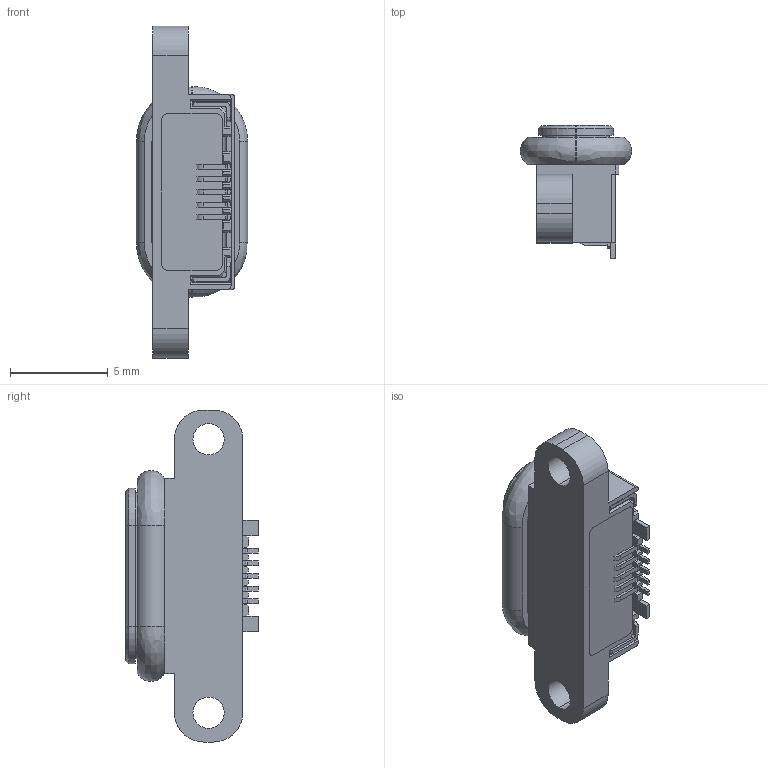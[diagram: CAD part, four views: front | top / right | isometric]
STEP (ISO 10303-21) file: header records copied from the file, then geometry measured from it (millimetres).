
FILE_DESCRIPTION (( 'STEP AP214' ), '1' );
FILE_NAME ('EDAC-690-W05-290-483.step', '2016-07-16T20:16:57', ( 'Windows User' ), ( '' ), 'SwSTEP 2.0', 'SolidWorks 2016', '' );
FILE_SCHEMA (( 'AUTOMOTIVE_DESIGN' ));
Length unit declared in the file: millimetre
Products named in the file (3): EDAC-690-W05-290-483____SHELL; EDAC-690-W05-290-483_COLOR11-1; EDAC-690-W05-290-483
Assembly tree (2 placements, depth 2):
  EDAC-690-W05-290-483
    EDAC-690-W05-290-483_COLOR11-1
    EDAC-690-W05-290-483____SHELL
Bounding box: 5.69 x 6.8 x 17 mm (x, y, z)
Volume: 233.7 mm3; surface area: 870.3 mm2
Topology: 2 solids, 2 shells, 627 faces, 1929 edges, 1247 vertices
Faces by surface type: plane 438, cylinder 181, bspline 4, cone 4
Entity records: 27670 total; most frequent: CARTESIAN_POINT 3898, ORIENTED_EDGE 3858, DIRECTION 3565, EDGE_CURVE 1929, LINE 1529, VECTOR 1529, VERTEX_POINT 1247, AXIS2_PLACEMENT_3D 1018
